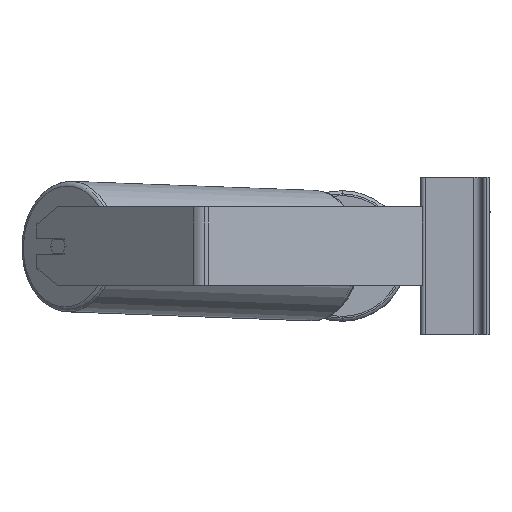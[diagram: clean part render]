
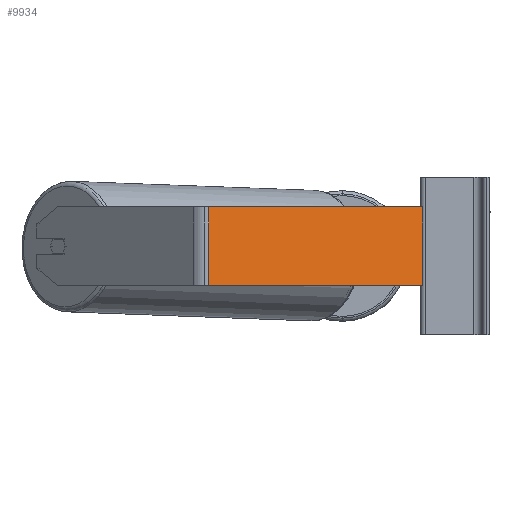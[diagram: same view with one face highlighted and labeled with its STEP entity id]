
A CAD part, left-side view. The second image highlights one B-rep face of the part: STEP entity #9934.
In plain terms, the highlighted planar face has unit normal (-0.966, -0.259, 0).
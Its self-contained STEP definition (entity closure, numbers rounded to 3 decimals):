
#177 = EDGE_CURVE ( 'NONE', #9922, #7111, #10356, .T. ) ;
#684 = DIRECTION ( 'NONE',  ( 0.966, 0.259, 0. ) ) ;
#845 = FACE_OUTER_BOUND ( 'NONE', #3975, .T. ) ;
#1348 = EDGE_CURVE ( 'NONE', #1577, #8839, #8309, .T. ) ;
#1473 = AXIS2_PLACEMENT_3D ( 'NONE', #2452, #684, #10148 ) ;
#1577 = VERTEX_POINT ( 'NONE', #6896 ) ;
#1640 = ORIENTED_EDGE ( 'NONE', *, *, #2210, .T. ) ;
#2097 = VECTOR ( 'NONE', #6750, 1000. ) ;
#2135 = CARTESIAN_POINT ( 'NONE',  ( -645.941, 233.703, 50. ) ) ;
#2210 = EDGE_CURVE ( 'NONE', #8839, #7111, #9328, .T. ) ;
#2452 = CARTESIAN_POINT ( 'NONE',  ( -648.332, 242.626, 50. ) ) ;
#3347 = CARTESIAN_POINT ( 'NONE',  ( -645.941, 233.703, -30. ) ) ;
#3470 = ORIENTED_EDGE ( 'NONE', *, *, #177, .F. ) ;
#3960 = LINE ( 'NONE', #8329, #2097 ) ;
#3975 = EDGE_LOOP ( 'NONE', ( #1640, #3470, #6679, #4631 ) ) ;
#4451 = VECTOR ( 'NONE', #9255, 1000. ) ;
#4631 = ORIENTED_EDGE ( 'NONE', *, *, #1348, .T. ) ;
#4945 = CARTESIAN_POINT ( 'NONE',  ( -587.727, 16.447, 50. ) ) ;
#5972 = PLANE ( 'NONE',  #1473 ) ;
#6569 = CARTESIAN_POINT ( 'NONE',  ( -587.727, 16.447, -30. ) ) ;
#6679 = ORIENTED_EDGE ( 'NONE', *, *, #8749, .F. ) ;
#6750 = DIRECTION ( 'NONE',  ( 0.259, -0.966, 0. ) ) ;
#6896 = CARTESIAN_POINT ( 'NONE',  ( -645.941, 233.703, 50. ) ) ;
#7111 = VERTEX_POINT ( 'NONE', #6569 ) ;
#7437 = CARTESIAN_POINT ( 'NONE',  ( -648.332, 242.626, -30. ) ) ;
#7665 = CARTESIAN_POINT ( 'NONE',  ( -587.727, 16.447, 50. ) ) ;
#8309 = LINE ( 'NONE', #2135, #4451 ) ;
#8329 = CARTESIAN_POINT ( 'NONE',  ( -648.332, 242.626, 50. ) ) ;
#8393 = DIRECTION ( 'NONE',  ( 0., 0., -1. ) ) ;
#8749 = EDGE_CURVE ( 'NONE', #1577, #9922, #3960, .T. ) ;
#8839 = VERTEX_POINT ( 'NONE', #3347 ) ;
#9105 = DIRECTION ( 'NONE',  ( 0.259, -0.966, 0. ) ) ;
#9255 = DIRECTION ( 'NONE',  ( 0., 0., -1. ) ) ;
#9328 = LINE ( 'NONE', #7437, #10836 ) ;
#9367 = VECTOR ( 'NONE', #8393, 1000. ) ;
#9922 = VERTEX_POINT ( 'NONE', #7665 ) ;
#9934 = ADVANCED_FACE ( 'NONE', ( #845 ), #5972, .F. ) ;
#10148 = DIRECTION ( 'NONE',  ( -0.259, 0.966, 0. ) ) ;
#10356 = LINE ( 'NONE', #4945, #9367 ) ;
#10836 = VECTOR ( 'NONE', #9105, 1000. ) ;
